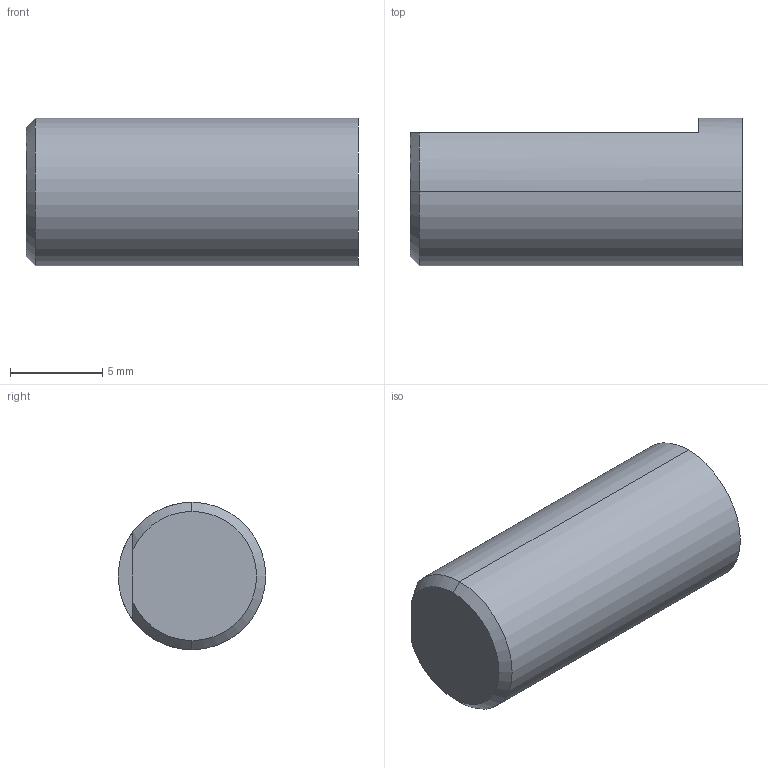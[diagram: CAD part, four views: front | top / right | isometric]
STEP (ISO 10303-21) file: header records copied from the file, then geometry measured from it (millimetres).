
FILE_DESCRIPTION (( 'STEP AP203' ), '1' );
FILE_NAME ('Arbre de sortie_Défaut_sldprt.STEP', '2017-12-12T20:31:33', ( '' ), ( '' ), 'SwSTEP 2.0', 'SolidWorks 2016', '' );
FILE_SCHEMA (( 'CONFIG_CONTROL_DESIGN' ));
Length unit declared in the file: millimetre
Products named in the file (1): Arbre de sortie_Défaut_sldprt
Bounding box: 18 x 8 x 8 mm (x, y, z)
Volume: 861.4 mm3; surface area: 541.1 mm2
Topology: 1 solids, 1 shells, 9 faces, 19 edges, 12 vertices
Faces by surface type: plane 4, cone 3, cylinder 2
Entity records: 325 total; most frequent: CARTESIAN_POINT 47, DIRECTION 46, ORIENTED_EDGE 38, EDGE_CURVE 19, AXIS2_PLACEMENT_3D 19, VERTEX_POINT 12, ADVANCED_FACE 9, EDGE_LOOP 9
